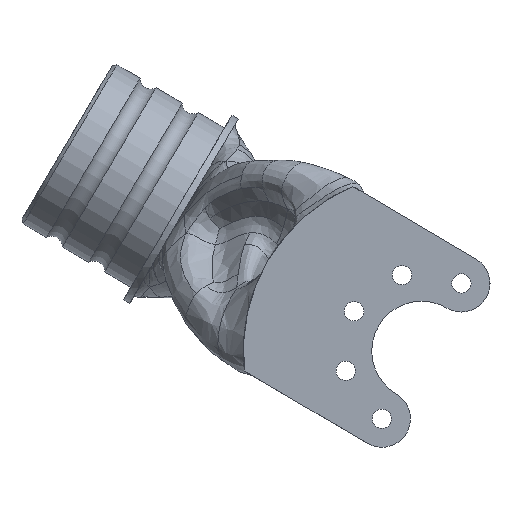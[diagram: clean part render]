
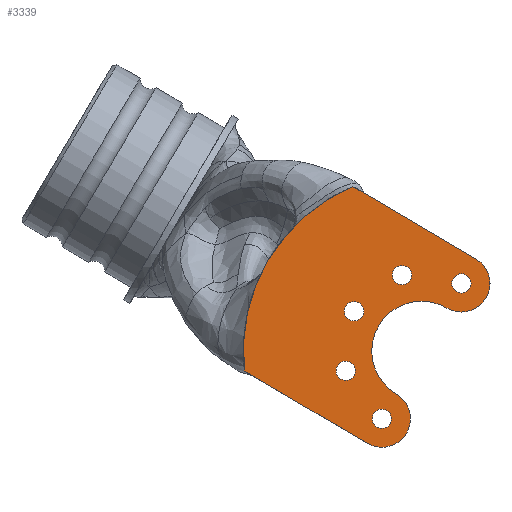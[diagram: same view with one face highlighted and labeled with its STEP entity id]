
A CAD part, left-side view. The second image highlights one B-rep face of the part: STEP entity #3339.
In plain terms, the highlighted planar face has unit normal (-1, 0, 0).
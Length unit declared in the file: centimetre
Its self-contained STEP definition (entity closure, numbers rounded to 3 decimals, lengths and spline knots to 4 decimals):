
#30=FACE_BOUND('',#615,.T.);
#31=FACE_BOUND('',#616,.T.);
#32=FACE_BOUND('',#617,.T.);
#33=FACE_BOUND('',#618,.T.);
#34=FACE_BOUND('',#619,.T.);
#65=LINE('',#12705,#101);
#73=LINE('',#12749,#109);
#101=VECTOR('',#3780,100.);
#109=VECTOR('',#3830,100.);
#390=FACE_OUTER_BOUND('',#614,.T.);
#614=EDGE_LOOP('',(#2605,#2606,#2607,#2608,#2609,#2610));
#615=EDGE_LOOP('',(#2611));
#616=EDGE_LOOP('',(#2612));
#617=EDGE_LOOP('',(#2613));
#618=EDGE_LOOP('',(#2614));
#619=EDGE_LOOP('',(#2615));
#793=CIRCLE('',#3560,2.5);
#794=CIRCLE('',#3563,0.135);
#796=CIRCLE('',#3566,0.135);
#798=CIRCLE('',#3569,0.135);
#800=CIRCLE('',#3572,0.135);
#802=CIRCLE('',#3575,0.135);
#804=CIRCLE('',#3578,0.7);
#806=CIRCLE('',#3581,0.4);
#807=CIRCLE('',#3582,0.4);
#1462=VERTEX_POINT('',#12695);
#1463=VERTEX_POINT('',#12697);
#1465=VERTEX_POINT('',#12703);
#1466=VERTEX_POINT('',#12707);
#1468=VERTEX_POINT('',#12713);
#1470=VERTEX_POINT('',#12719);
#1472=VERTEX_POINT('',#12725);
#1474=VERTEX_POINT('',#12731);
#1476=VERTEX_POINT('',#12737);
#1477=VERTEX_POINT('',#12738);
#1480=VERTEX_POINT('',#12747);
#1871=EDGE_CURVE('',#1462,#1463,#793,.T.);
#1875=EDGE_CURVE('',#1465,#1462,#65,.T.);
#1876=EDGE_CURVE('',#1466,#1466,#794,.T.);
#1879=EDGE_CURVE('',#1468,#1468,#796,.T.);
#1882=EDGE_CURVE('',#1470,#1470,#798,.T.);
#1885=EDGE_CURVE('',#1472,#1472,#800,.T.);
#1888=EDGE_CURVE('',#1474,#1474,#802,.T.);
#1891=EDGE_CURVE('',#1476,#1477,#804,.T.);
#1895=EDGE_CURVE('',#1477,#1465,#806,.T.);
#1896=EDGE_CURVE('',#1480,#1476,#807,.T.);
#1897=EDGE_CURVE('',#1463,#1480,#73,.T.);
#2605=ORIENTED_EDGE('',*,*,#1875,.F.);
#2606=ORIENTED_EDGE('',*,*,#1895,.F.);
#2607=ORIENTED_EDGE('',*,*,#1891,.F.);
#2608=ORIENTED_EDGE('',*,*,#1896,.F.);
#2609=ORIENTED_EDGE('',*,*,#1897,.F.);
#2610=ORIENTED_EDGE('',*,*,#1871,.F.);
#2611=ORIENTED_EDGE('',*,*,#1879,.T.);
#2612=ORIENTED_EDGE('',*,*,#1885,.T.);
#2613=ORIENTED_EDGE('',*,*,#1888,.T.);
#2614=ORIENTED_EDGE('',*,*,#1882,.T.);
#2615=ORIENTED_EDGE('',*,*,#1876,.T.);
#3251=PLANE('',#3580);
#3339=ADVANCED_FACE('',(#390,#30,#31,#32,#33,#34),#3251,.T.);
#3560=AXIS2_PLACEMENT_3D('',#12698,#3773,#3774);
#3563=AXIS2_PLACEMENT_3D('',#12708,#3783,#3784);
#3566=AXIS2_PLACEMENT_3D('',#12714,#3790,#3791);
#3569=AXIS2_PLACEMENT_3D('',#12720,#3797,#3798);
#3572=AXIS2_PLACEMENT_3D('',#12726,#3804,#3805);
#3575=AXIS2_PLACEMENT_3D('',#12732,#3811,#3812);
#3578=AXIS2_PLACEMENT_3D('',#12739,#3818,#3819);
#3580=AXIS2_PLACEMENT_3D('',#12745,#3824,#3825);
#3581=AXIS2_PLACEMENT_3D('',#12746,#3826,#3827);
#3582=AXIS2_PLACEMENT_3D('',#12748,#3828,#3829);
#3773=DIRECTION('center_axis',(1.,0.,0.));
#3774=DIRECTION('ref_axis',(0.,0.,-1.));
#3780=DIRECTION('',(0.,0.862,0.507));
#3783=DIRECTION('center_axis',(1.,0.,0.));
#3784=DIRECTION('ref_axis',(0.,0.,-1.));
#3790=DIRECTION('center_axis',(1.,0.,0.));
#3791=DIRECTION('ref_axis',(0.,0.,-1.));
#3797=DIRECTION('center_axis',(1.,0.,0.));
#3798=DIRECTION('ref_axis',(0.,0.,-1.));
#3804=DIRECTION('center_axis',(1.,0.,0.));
#3805=DIRECTION('ref_axis',(0.,0.,-1.));
#3811=DIRECTION('center_axis',(1.,0.,0.));
#3812=DIRECTION('ref_axis',(0.,0.,-1.));
#3818=DIRECTION('center_axis',(-1.,0.,0.));
#3819=DIRECTION('ref_axis',(0.,0.,-1.));
#3824=DIRECTION('center_axis',(-1.,0.,0.));
#3825=DIRECTION('ref_axis',(0.,0.,-1.));
#3826=DIRECTION('center_axis',(1.,0.,0.));
#3827=DIRECTION('ref_axis',(0.,0.,-1.));
#3828=DIRECTION('center_axis',(1.,0.,0.));
#3829=DIRECTION('ref_axis',(0.,0.,1.));
#3830=DIRECTION('',(0.,-0.862,-0.507));
#12695=CARTESIAN_POINT('',(-5.,2.4844,-0.279));
#12697=CARTESIAN_POINT('',(-5.,0.9634,2.3069));
#12698=CARTESIAN_POINT('Origin',(-5.,0.,0.));
#12703=CARTESIAN_POINT('',(-5.,0.7605,-1.2929));
#12705=CARTESIAN_POINT('',(-5.,0.7605,-1.2929));
#12707=CARTESIAN_POINT('',(-5.,0.5577,-1.0831));
#12708=CARTESIAN_POINT('Origin',(-5.,0.5577,-0.9481));
#12713=CARTESIAN_POINT('',(-5.,1.0648,-0.4111));
#12714=CARTESIAN_POINT('Origin',(-5.,1.0648,-0.2761));
#12719=CARTESIAN_POINT('',(-5.,0.9481,0.4227));
#12720=CARTESIAN_POINT('Origin',(-5.,0.9481,0.5577));
#12725=CARTESIAN_POINT('',(-5.,0.2761,0.9298));
#12726=CARTESIAN_POINT('Origin',(-5.,0.2761,1.0648));
#12731=CARTESIAN_POINT('',(-5.,-0.5577,0.8131));
#12732=CARTESIAN_POINT('Origin',(-5.,-0.5577,0.9481));
#12737=CARTESIAN_POINT('',(-5.,-0.3549,0.6034));
#12738=CARTESIAN_POINT('',(-5.,0.3549,-0.6034));
#12739=CARTESIAN_POINT('Origin',(-5.,0.,0.));
#12745=CARTESIAN_POINT('Origin',(-5.,0.,0.));
#12746=CARTESIAN_POINT('Origin',(-5.,0.5577,-0.9481));
#12747=CARTESIAN_POINT('',(-5.,-0.7605,1.2929));
#12748=CARTESIAN_POINT('Origin',(-5.,-0.5577,0.9481));
#12749=CARTESIAN_POINT('',(-5.,-0.7605,1.2929));
